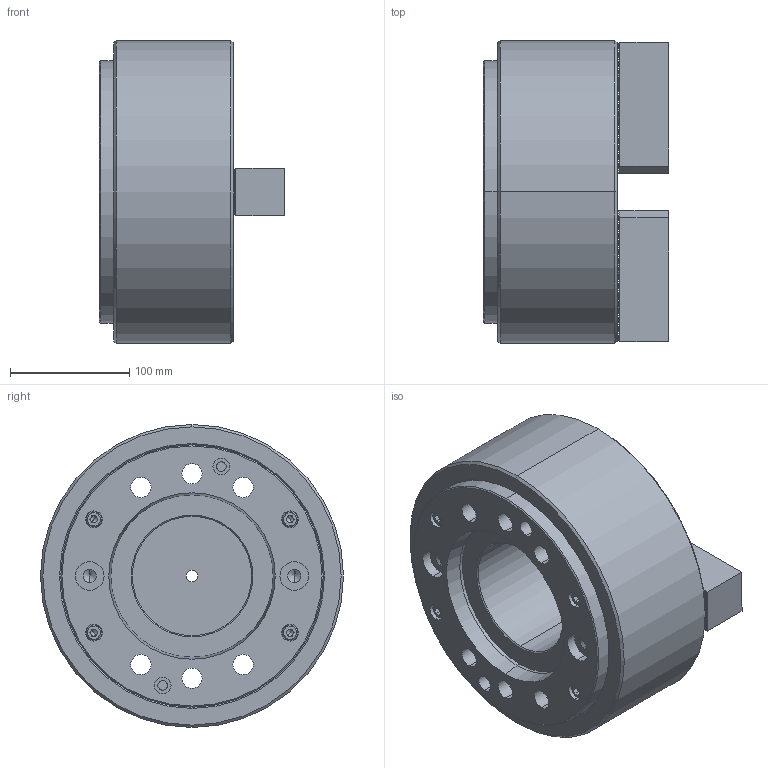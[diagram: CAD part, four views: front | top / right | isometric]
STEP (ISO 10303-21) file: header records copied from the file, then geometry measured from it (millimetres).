
FILE_DESCRIPTION (( 'STEP AP203' ), '1' );
FILE_NAME ('2H-10A8 外觀參考.STEP', '2015-07-22T02:17:50', ( 'temp' ), ( '' ), 'SwSTEP 2.0', 'SolidWorks 2011', '' );
FILE_SCHEMA (( 'CONFIG_CONTROL_DESIGN' ));
Length unit declared in the file: metre
Products named in the file (6): 2H-10A8 外觀參考; M8x20; 2H-10A8法蘭板; M12x30; SJ-10; 2H-10本體
Assembly tree (12 placements, depth 2):
  2H-10A8 外觀參考
    M8x20  x4
    M12x30  x4
    2H-10A8法蘭板
    SJ-10  x2
    2H-10本體
Bounding box: 155.25 x 254 x 254 mm (x, y, z)
Volume: 4878950.9 mm3; surface area: 379373.5 mm2
Topology: 12 solids, 12 shells, 1154 faces, 3214 edges, 2094 vertices
Faces by surface type: plane 716, cylinder 324, cone 114
Entity records: 21303 total; most frequent: CARTESIAN_POINT 4897, ORIENTED_EDGE 3462, DIRECTION 3057, EDGE_CURVE 1731, VERTEX_POINT 1142, VECTOR 1021, LINE 1021, AXIS2_PLACEMENT_3D 1018
